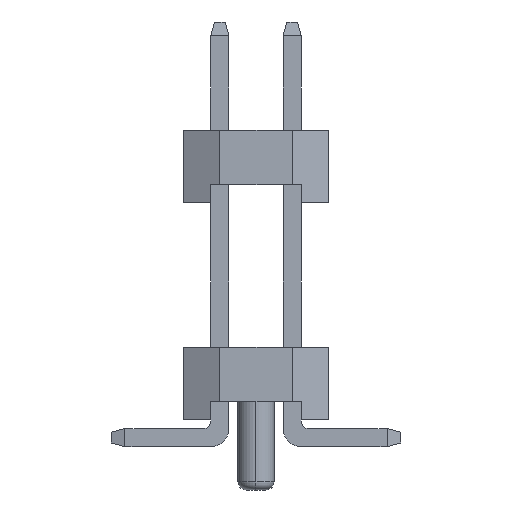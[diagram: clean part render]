
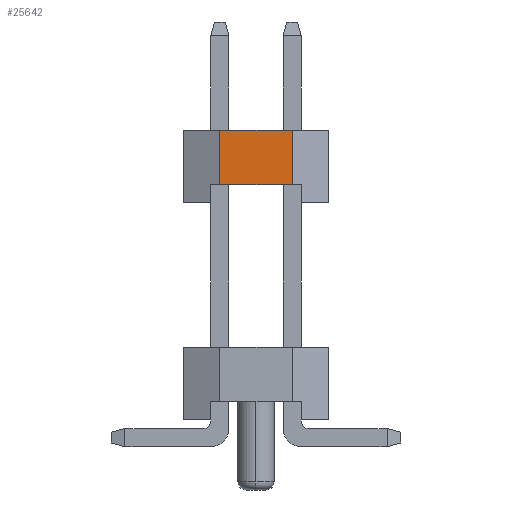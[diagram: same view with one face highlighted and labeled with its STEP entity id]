
A CAD part, left-side view. The second image highlights one B-rep face of the part: STEP entity #25642.
In plain terms, the highlighted planar face has unit normal (-1, 0, 0).
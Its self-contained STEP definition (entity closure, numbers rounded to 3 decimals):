
#1262 = DIRECTION ( 'NONE',  ( 0., 1., 0. ) ) ;
#2075 = DIRECTION ( 'NONE',  ( 0., 0., 1. ) ) ;
#4208 = CARTESIAN_POINT ( 'NONE',  ( -9., 1., 4.5 ) ) ;
#4718 = CARTESIAN_POINT ( 'NONE',  ( -9., -1., 8. ) ) ;
#7521 = PLANE ( 'NONE',  #13460 ) ;
#7756 = CARTESIAN_POINT ( 'NONE',  ( -9., 0., 8. ) ) ;
#7801 = DIRECTION ( 'NONE',  ( 0., 1., 0. ) ) ;
#8854 = CARTESIAN_POINT ( 'NONE',  ( -9., -1., 4.5 ) ) ;
#9150 = VECTOR ( 'NONE', #15116, 1000. ) ;
#9930 = LINE ( 'NONE', #23013, #20069 ) ;
#10182 = VERTEX_POINT ( 'NONE', #19222 ) ;
#11341 = EDGE_CURVE ( 'NONE', #10182, #19296, #15248, .T. ) ;
#11934 = DIRECTION ( 'NONE',  ( 1., 0., 0. ) ) ;
#12017 = DIRECTION ( 'NONE',  ( 0., -1., 0. ) ) ;
#12437 = EDGE_CURVE ( 'NONE', #26851, #19296, #20416, .T. ) ;
#13460 = AXIS2_PLACEMENT_3D ( 'NONE', #14493, #11934, #1262 ) ;
#13734 = VECTOR ( 'NONE', #12017, 1000. ) ;
#14493 = CARTESIAN_POINT ( 'NONE',  ( -9., 13.977, -10. ) ) ;
#15116 = DIRECTION ( 'NONE',  ( 0., 0., 1. ) ) ;
#15248 = LINE ( 'NONE', #8854, #9150 ) ;
#16735 = LINE ( 'NONE', #4208, #17595 ) ;
#17156 = EDGE_CURVE ( 'NONE', #10182, #24367, #9930, .T. ) ;
#17595 = VECTOR ( 'NONE', #2075, 1000. ) ;
#19222 = CARTESIAN_POINT ( 'NONE',  ( -9., -1., 6.5 ) ) ;
#19296 = VERTEX_POINT ( 'NONE', #4718 ) ;
#19643 = ORIENTED_EDGE ( 'NONE', *, *, #12437, .F. ) ;
#19685 = CARTESIAN_POINT ( 'NONE',  ( -9., 1., 6.5 ) ) ;
#19858 = ORIENTED_EDGE ( 'NONE', *, *, #22769, .F. ) ;
#20069 = VECTOR ( 'NONE', #7801, 1000. ) ;
#20334 = CARTESIAN_POINT ( 'NONE',  ( -9., 1., 8. ) ) ;
#20416 = LINE ( 'NONE', #7756, #13734 ) ;
#20895 = FACE_OUTER_BOUND ( 'NONE', #26132, .T. ) ;
#22769 = EDGE_CURVE ( 'NONE', #24367, #26851, #16735, .T. ) ;
#23013 = CARTESIAN_POINT ( 'NONE',  ( -9., 1.25, 6.5 ) ) ;
#24367 = VERTEX_POINT ( 'NONE', #19685 ) ;
#25421 = ORIENTED_EDGE ( 'NONE', *, *, #17156, .F. ) ;
#25642 = ADVANCED_FACE ( 'NONE', ( #20895 ), #7521, .F. ) ;
#26132 = EDGE_LOOP ( 'NONE', ( #19643, #19858, #25421, #26995 ) ) ;
#26851 = VERTEX_POINT ( 'NONE', #20334 ) ;
#26995 = ORIENTED_EDGE ( 'NONE', *, *, #11341, .T. ) ;
